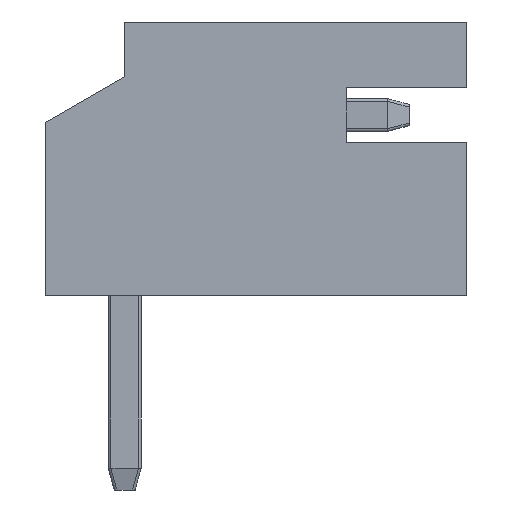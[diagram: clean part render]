
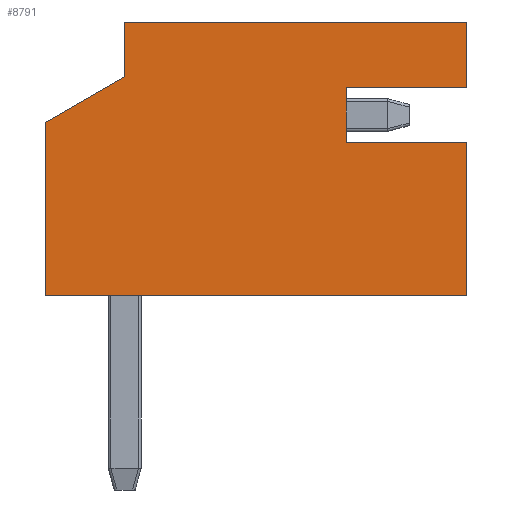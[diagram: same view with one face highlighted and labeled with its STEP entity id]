
A CAD part, left-side view. The second image highlights one B-rep face of the part: STEP entity #8791.
In plain terms, the highlighted planar face has unit normal (-1, 0, 0).
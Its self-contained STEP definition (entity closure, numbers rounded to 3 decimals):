
#285 = CARTESIAN_POINT ( 'NONE',  ( -2., 1.45, 0.05 ) ) ;
#308 = CARTESIAN_POINT ( 'NONE',  ( -2., 1.45, 3.213 ) ) ;
#393 = VERTEX_POINT ( 'NONE', #2575 ) ;
#528 = VERTEX_POINT ( 'NONE', #285 ) ;
#1096 = VECTOR ( 'NONE', #15642, 1000. ) ;
#1662 = LINE ( 'NONE', #9973, #19876 ) ;
#1676 = CARTESIAN_POINT ( 'NONE',  ( -2., -6.25, 5.05 ) ) ;
#1768 = VECTOR ( 'NONE', #19078, 1000. ) ;
#2309 = DIRECTION ( 'NONE',  ( 0., 0., -1. ) ) ;
#2367 = CARTESIAN_POINT ( 'NONE',  ( -2., 0., 5.05 ) ) ;
#2394 = VERTEX_POINT ( 'NONE', #19207 ) ;
#2450 = VECTOR ( 'NONE', #4853, 1000. ) ;
#2575 = CARTESIAN_POINT ( 'NONE',  ( -2., -4.05, 2.85 ) ) ;
#2595 = CARTESIAN_POINT ( 'NONE',  ( -2., 0., 5.05 ) ) ;
#2649 = PLANE ( 'NONE',  #9719 ) ;
#2733 = VECTOR ( 'NONE', #10541, 1000. ) ;
#2931 = VERTEX_POINT ( 'NONE', #308 ) ;
#3018 = EDGE_CURVE ( 'NONE', #9067, #2394, #7993, .T. ) ;
#3642 = CARTESIAN_POINT ( 'NONE',  ( -2., -6.25, 0.05 ) ) ;
#3834 = LINE ( 'NONE', #5637, #18538 ) ;
#4035 = ORIENTED_EDGE ( 'NONE', *, *, #12959, .F. ) ;
#4200 = EDGE_CURVE ( 'NONE', #528, #15871, #19591, .T. ) ;
#4311 = LINE ( 'NONE', #19274, #20359 ) ;
#4853 = DIRECTION ( 'NONE',  ( 0., 0., -1. ) ) ;
#4962 = VERTEX_POINT ( 'NONE', #9846 ) ;
#5328 = ORIENTED_EDGE ( 'NONE', *, *, #4200, .T. ) ;
#5637 = CARTESIAN_POINT ( 'NONE',  ( -2., -6.25, 5.05 ) ) ;
#5928 = EDGE_CURVE ( 'NONE', #16340, #20770, #10580, .T. ) ;
#6213 = ORIENTED_EDGE ( 'NONE', *, *, #15915, .F. ) ;
#6248 = FACE_OUTER_BOUND ( 'NONE', #21098, .T. ) ;
#6455 = DIRECTION ( 'NONE',  ( 0., 0., -1. ) ) ;
#7993 = LINE ( 'NONE', #1676, #13795 ) ;
#8161 = DIRECTION ( 'NONE',  ( 0., 0.866, -0.5 ) ) ;
#8655 = VECTOR ( 'NONE', #19897, 1000. ) ;
#8791 = ADVANCED_FACE ( 'NONE', ( #6248 ), #2649, .F. ) ;
#9067 = VERTEX_POINT ( 'NONE', #19977 ) ;
#9151 = DIRECTION ( 'NONE',  ( 1., 0., 0. ) ) ;
#9719 = AXIS2_PLACEMENT_3D ( 'NONE', #17609, #9151, #12571 ) ;
#9846 = CARTESIAN_POINT ( 'NONE',  ( -2., -6.25, 2.85 ) ) ;
#9973 = CARTESIAN_POINT ( 'NONE',  ( -2., 0., 4.05 ) ) ;
#10218 = CARTESIAN_POINT ( 'NONE',  ( -2., -4.05, 2.85 ) ) ;
#10329 = LINE ( 'NONE', #10218, #2733 ) ;
#10351 = ORIENTED_EDGE ( 'NONE', *, *, #20066, .F. ) ;
#10496 = EDGE_CURVE ( 'NONE', #16340, #9067, #17688, .T. ) ;
#10541 = DIRECTION ( 'NONE',  ( 0., -1., 0. ) ) ;
#10580 = LINE ( 'NONE', #2595, #1096 ) ;
#10607 = EDGE_CURVE ( 'NONE', #20770, #2931, #1662, .T. ) ;
#11068 = CARTESIAN_POINT ( 'NONE',  ( -2., -6.25, 5.05 ) ) ;
#11138 = DIRECTION ( 'NONE',  ( 0., 1., 0. ) ) ;
#11590 = CARTESIAN_POINT ( 'NONE',  ( -2., 1.45, 4.05 ) ) ;
#11650 = ORIENTED_EDGE ( 'NONE', *, *, #3018, .F. ) ;
#11946 = CARTESIAN_POINT ( 'NONE',  ( -2., -6.25, 0.05 ) ) ;
#12138 = CARTESIAN_POINT ( 'NONE',  ( -2., -4.05, 2.85 ) ) ;
#12571 = DIRECTION ( 'NONE',  ( 0., 0., -1. ) ) ;
#12959 = EDGE_CURVE ( 'NONE', #393, #4962, #10329, .T. ) ;
#13526 = ORIENTED_EDGE ( 'NONE', *, *, #10607, .T. ) ;
#13795 = VECTOR ( 'NONE', #6455, 1000. ) ;
#14000 = EDGE_CURVE ( 'NONE', #2931, #528, #19640, .T. ) ;
#14210 = EDGE_CURVE ( 'NONE', #20018, #393, #16984, .T. ) ;
#15010 = ORIENTED_EDGE ( 'NONE', *, *, #14000, .T. ) ;
#15097 = VECTOR ( 'NONE', #2309, 1000. ) ;
#15195 = DIRECTION ( 'NONE',  ( 0., 0., -1. ) ) ;
#15642 = DIRECTION ( 'NONE',  ( 0., 0., -1. ) ) ;
#15871 = VERTEX_POINT ( 'NONE', #11946 ) ;
#15915 = EDGE_CURVE ( 'NONE', #4962, #15871, #3834, .T. ) ;
#16340 = VERTEX_POINT ( 'NONE', #2367 ) ;
#16984 = LINE ( 'NONE', #12138, #15097 ) ;
#17458 = CARTESIAN_POINT ( 'NONE',  ( -2., 0., 4.05 ) ) ;
#17609 = CARTESIAN_POINT ( 'NONE',  ( -2., -6.25, 5.05 ) ) ;
#17688 = LINE ( 'NONE', #11068, #1768 ) ;
#18538 = VECTOR ( 'NONE', #15195, 1000. ) ;
#18832 = CARTESIAN_POINT ( 'NONE',  ( -2., -4.05, 3.85 ) ) ;
#18884 = ORIENTED_EDGE ( 'NONE', *, *, #10496, .F. ) ;
#19078 = DIRECTION ( 'NONE',  ( 0., -1., 0. ) ) ;
#19200 = ORIENTED_EDGE ( 'NONE', *, *, #5928, .T. ) ;
#19207 = CARTESIAN_POINT ( 'NONE',  ( -2., -6.25, 3.85 ) ) ;
#19274 = CARTESIAN_POINT ( 'NONE',  ( -2., -4.05, 3.85 ) ) ;
#19591 = LINE ( 'NONE', #3642, #8655 ) ;
#19640 = LINE ( 'NONE', #11590, #2450 ) ;
#19876 = VECTOR ( 'NONE', #8161, 1000. ) ;
#19897 = DIRECTION ( 'NONE',  ( 0., -1., 0. ) ) ;
#19904 = ORIENTED_EDGE ( 'NONE', *, *, #14210, .F. ) ;
#19977 = CARTESIAN_POINT ( 'NONE',  ( -2., -6.25, 5.05 ) ) ;
#20018 = VERTEX_POINT ( 'NONE', #18832 ) ;
#20066 = EDGE_CURVE ( 'NONE', #2394, #20018, #4311, .T. ) ;
#20359 = VECTOR ( 'NONE', #11138, 1000. ) ;
#20770 = VERTEX_POINT ( 'NONE', #17458 ) ;
#21098 = EDGE_LOOP ( 'NONE', ( #19200, #13526, #15010, #5328, #6213, #4035, #19904, #10351, #11650, #18884 ) ) ;
